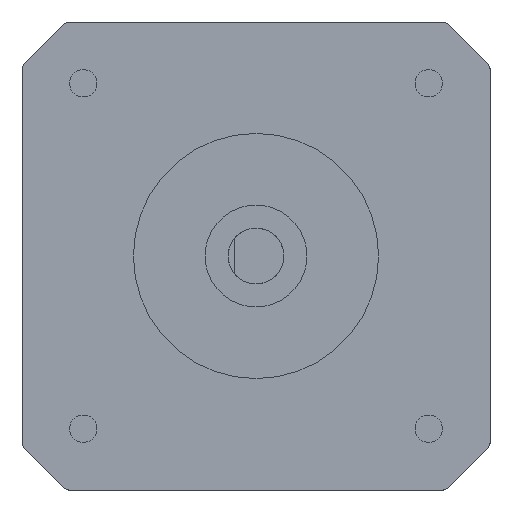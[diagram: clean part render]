
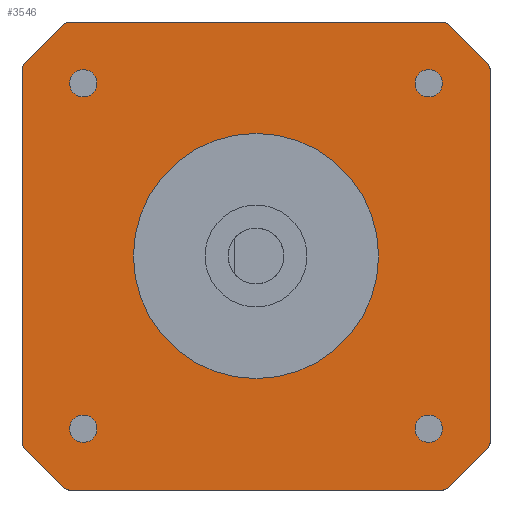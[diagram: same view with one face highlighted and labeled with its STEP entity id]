
A CAD part, front view. The second image highlights one B-rep face of the part: STEP entity #3546.
In plain terms, the highlighted planar face has unit normal (0, -1, 0).
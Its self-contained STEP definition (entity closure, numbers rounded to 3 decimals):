
#130=FACE_BOUND('',#373,.T.);
#131=FACE_BOUND('',#374,.T.);
#132=FACE_BOUND('',#375,.T.);
#133=FACE_BOUND('',#376,.T.);
#134=FACE_BOUND('',#377,.T.);
#176=FACE_OUTER_BOUND('',#372,.T.);
#372=EDGE_LOOP('',(#2277,#2278,#2279,#2280,#2281,#2282,#2283,#2284,#2285,
#2286,#2287,#2288,#2289,#2290,#2291,#2292));
#373=EDGE_LOOP('',(#2293));
#374=EDGE_LOOP('',(#2294));
#375=EDGE_LOOP('',(#2295));
#376=EDGE_LOOP('',(#2296));
#377=EDGE_LOOP('',(#2297));
#588=LINE('',#5206,#898);
#589=LINE('',#5208,#899);
#590=LINE('',#5210,#900);
#591=LINE('',#5212,#901);
#592=LINE('',#5214,#902);
#593=LINE('',#5215,#903);
#594=LINE('',#5216,#904);
#595=LINE('',#5217,#905);
#898=VECTOR('',#4237,1000.);
#899=VECTOR('',#4240,1000.);
#900=VECTOR('',#4243,1000.);
#901=VECTOR('',#4246,1000.);
#902=VECTOR('',#4249,1000.);
#903=VECTOR('',#4250,1000.);
#904=VECTOR('',#4251,1000.);
#905=VECTOR('',#4252,1000.);
#1177=CIRCLE('',#3737,11.);
#1179=CIRCLE('',#3740,0.5);
#1181=CIRCLE('',#3743,0.5);
#1182=CIRCLE('',#3745,0.5);
#1185=CIRCLE('',#3749,0.5);
#1186=CIRCLE('',#3751,0.5);
#1189=CIRCLE('',#3755,0.5);
#1190=CIRCLE('',#3757,0.5);
#1192=CIRCLE('',#3760,0.5);
#1194=CIRCLE('',#3763,1.23);
#1196=CIRCLE('',#3767,1.23);
#1198=CIRCLE('',#3771,1.23);
#1200=CIRCLE('',#3775,1.23);
#1317=VERTEX_POINT('',#5060);
#1320=VERTEX_POINT('',#5067);
#1321=VERTEX_POINT('',#5069);
#1324=VERTEX_POINT('',#5076);
#1325=VERTEX_POINT('',#5078);
#1326=VERTEX_POINT('',#5082);
#1327=VERTEX_POINT('',#5083);
#1332=VERTEX_POINT('',#5094);
#1333=VERTEX_POINT('',#5096);
#1334=VERTEX_POINT('',#5100);
#1335=VERTEX_POINT('',#5101);
#1340=VERTEX_POINT('',#5112);
#1341=VERTEX_POINT('',#5114);
#1342=VERTEX_POINT('',#5118);
#1343=VERTEX_POINT('',#5119);
#1346=VERTEX_POINT('',#5127);
#1347=VERTEX_POINT('',#5128);
#1350=VERTEX_POINT('',#5136);
#1352=VERTEX_POINT('',#5143);
#1354=VERTEX_POINT('',#5150);
#1356=VERTEX_POINT('',#5157);
#1657=EDGE_CURVE('',#1317,#1317,#1177,.T.);
#1661=EDGE_CURVE('',#1321,#1320,#1179,.T.);
#1665=EDGE_CURVE('',#1325,#1324,#1181,.T.);
#1667=EDGE_CURVE('',#1326,#1327,#1182,.T.);
#1673=EDGE_CURVE('',#1333,#1332,#1185,.T.);
#1675=EDGE_CURVE('',#1334,#1335,#1186,.T.);
#1681=EDGE_CURVE('',#1341,#1340,#1189,.T.);
#1683=EDGE_CURVE('',#1342,#1343,#1190,.T.);
#1687=EDGE_CURVE('',#1346,#1347,#1192,.T.);
#1691=EDGE_CURVE('',#1350,#1350,#1194,.T.);
#1694=EDGE_CURVE('',#1352,#1352,#1196,.T.);
#1697=EDGE_CURVE('',#1354,#1354,#1198,.T.);
#1700=EDGE_CURVE('',#1356,#1356,#1200,.T.);
#1726=EDGE_CURVE('',#1332,#1334,#588,.F.);
#1727=EDGE_CURVE('',#1324,#1326,#589,.F.);
#1728=EDGE_CURVE('',#1320,#1346,#590,.F.);
#1729=EDGE_CURVE('',#1340,#1342,#591,.F.);
#1730=EDGE_CURVE('',#1343,#1321,#592,.T.);
#1731=EDGE_CURVE('',#1347,#1325,#593,.T.);
#1732=EDGE_CURVE('',#1327,#1333,#594,.T.);
#1733=EDGE_CURVE('',#1335,#1341,#595,.T.);
#2277=ORIENTED_EDGE('',*,*,#1730,.T.);
#2278=ORIENTED_EDGE('',*,*,#1661,.T.);
#2279=ORIENTED_EDGE('',*,*,#1728,.T.);
#2280=ORIENTED_EDGE('',*,*,#1687,.T.);
#2281=ORIENTED_EDGE('',*,*,#1731,.T.);
#2282=ORIENTED_EDGE('',*,*,#1665,.T.);
#2283=ORIENTED_EDGE('',*,*,#1727,.T.);
#2284=ORIENTED_EDGE('',*,*,#1667,.T.);
#2285=ORIENTED_EDGE('',*,*,#1732,.T.);
#2286=ORIENTED_EDGE('',*,*,#1673,.T.);
#2287=ORIENTED_EDGE('',*,*,#1726,.T.);
#2288=ORIENTED_EDGE('',*,*,#1675,.T.);
#2289=ORIENTED_EDGE('',*,*,#1733,.T.);
#2290=ORIENTED_EDGE('',*,*,#1681,.T.);
#2291=ORIENTED_EDGE('',*,*,#1729,.T.);
#2292=ORIENTED_EDGE('',*,*,#1683,.T.);
#2293=ORIENTED_EDGE('',*,*,#1657,.T.);
#2294=ORIENTED_EDGE('',*,*,#1691,.T.);
#2295=ORIENTED_EDGE('',*,*,#1694,.T.);
#2296=ORIENTED_EDGE('',*,*,#1697,.T.);
#2297=ORIENTED_EDGE('',*,*,#1700,.T.);
#3198=PLANE('',#3797);
#3546=ADVANCED_FACE('',(#176,#130,#131,#132,#133,#134),#3198,.T.);
#3737=AXIS2_PLACEMENT_3D('',#5061,#4090,#4091);
#3740=AXIS2_PLACEMENT_3D('',#5070,#4098,#4099);
#3743=AXIS2_PLACEMENT_3D('',#5079,#4106,#4107);
#3745=AXIS2_PLACEMENT_3D('',#5084,#4111,#4112);
#3749=AXIS2_PLACEMENT_3D('',#5097,#4122,#4123);
#3751=AXIS2_PLACEMENT_3D('',#5102,#4127,#4128);
#3755=AXIS2_PLACEMENT_3D('',#5115,#4138,#4139);
#3757=AXIS2_PLACEMENT_3D('',#5120,#4143,#4144);
#3760=AXIS2_PLACEMENT_3D('',#5129,#4151,#4152);
#3763=AXIS2_PLACEMENT_3D('',#5137,#4159,#4160);
#3767=AXIS2_PLACEMENT_3D('',#5144,#4168,#4169);
#3771=AXIS2_PLACEMENT_3D('',#5151,#4177,#4178);
#3775=AXIS2_PLACEMENT_3D('',#5158,#4186,#4187);
#3797=AXIS2_PLACEMENT_3D('',#5213,#4247,#4248);
#4090=DIRECTION('center_axis',(0.,1.,0.));
#4091=DIRECTION('ref_axis',(1.,0.,0.));
#4098=DIRECTION('center_axis',(0.,-1.,0.));
#4099=DIRECTION('ref_axis',(0.,0.,-1.));
#4106=DIRECTION('center_axis',(0.,-1.,0.));
#4107=DIRECTION('ref_axis',(0.,0.,-1.));
#4111=DIRECTION('center_axis',(0.,-1.,0.));
#4112=DIRECTION('ref_axis',(0.,0.,-1.));
#4122=DIRECTION('center_axis',(0.,-1.,0.));
#4123=DIRECTION('ref_axis',(0.,0.,-1.));
#4127=DIRECTION('center_axis',(0.,-1.,0.));
#4128=DIRECTION('ref_axis',(0.,0.,-1.));
#4138=DIRECTION('center_axis',(0.,-1.,0.));
#4139=DIRECTION('ref_axis',(0.,0.,-1.));
#4143=DIRECTION('center_axis',(0.,-1.,0.));
#4144=DIRECTION('ref_axis',(0.,0.,-1.));
#4151=DIRECTION('center_axis',(0.,-1.,0.));
#4152=DIRECTION('ref_axis',(0.,0.,-1.));
#4159=DIRECTION('center_axis',(0.,1.,0.));
#4160=DIRECTION('ref_axis',(0.,0.,-1.));
#4168=DIRECTION('center_axis',(0.,1.,0.));
#4169=DIRECTION('ref_axis',(0.,0.,-1.));
#4177=DIRECTION('center_axis',(0.,1.,0.));
#4178=DIRECTION('ref_axis',(0.,0.,-1.));
#4186=DIRECTION('center_axis',(0.,1.,0.));
#4187=DIRECTION('ref_axis',(0.,0.,-1.));
#4237=DIRECTION('',(0.707,0.,-0.707));
#4240=DIRECTION('',(-0.707,0.,-0.707));
#4243=DIRECTION('',(-0.707,0.,0.707));
#4246=DIRECTION('',(0.707,0.,0.707));
#4247=DIRECTION('center_axis',(0.,-1.,0.));
#4248=DIRECTION('ref_axis',(0.,0.,-1.));
#4249=DIRECTION('',(0.,0.,-1.));
#4250=DIRECTION('',(1.,0.,0.));
#4251=DIRECTION('',(0.,0.,1.));
#4252=DIRECTION('',(-1.,0.,0.));
#5060=CARTESIAN_POINT('',(0.,0.,-11.));
#5061=CARTESIAN_POINT('Origin',(0.,0.,0.));
#5067=CARTESIAN_POINT('',(-20.854,0.,-17.146));
#5069=CARTESIAN_POINT('',(-21.,0.,-16.793));
#5070=CARTESIAN_POINT('Origin',(-20.5,0.,-16.793));
#5076=CARTESIAN_POINT('',(17.146,0.,-20.854));
#5078=CARTESIAN_POINT('',(16.793,0.,-21.));
#5079=CARTESIAN_POINT('Origin',(16.793,0.,-20.5));
#5082=CARTESIAN_POINT('',(20.854,0.,-17.146));
#5083=CARTESIAN_POINT('',(21.,0.,-16.793));
#5084=CARTESIAN_POINT('Origin',(20.5,0.,-16.793));
#5094=CARTESIAN_POINT('',(20.854,0.,17.146));
#5096=CARTESIAN_POINT('',(21.,0.,16.793));
#5097=CARTESIAN_POINT('Origin',(20.5,0.,16.793));
#5100=CARTESIAN_POINT('',(17.146,0.,20.854));
#5101=CARTESIAN_POINT('',(16.793,0.,21.));
#5102=CARTESIAN_POINT('Origin',(16.793,0.,20.5));
#5112=CARTESIAN_POINT('',(-17.146,0.,20.854));
#5114=CARTESIAN_POINT('',(-16.793,0.,21.));
#5115=CARTESIAN_POINT('Origin',(-16.793,0.,20.5));
#5118=CARTESIAN_POINT('',(-20.854,0.,17.146));
#5119=CARTESIAN_POINT('',(-21.,0.,16.793));
#5120=CARTESIAN_POINT('Origin',(-20.5,0.,16.793));
#5127=CARTESIAN_POINT('',(-17.146,0.,-20.854));
#5128=CARTESIAN_POINT('',(-16.793,0.,-21.));
#5129=CARTESIAN_POINT('Origin',(-16.793,0.,-20.5));
#5136=CARTESIAN_POINT('',(15.5,0.,16.73));
#5137=CARTESIAN_POINT('Origin',(15.5,0.,15.5));
#5143=CARTESIAN_POINT('',(-15.5,0.,16.73));
#5144=CARTESIAN_POINT('Origin',(-15.5,0.,15.5));
#5150=CARTESIAN_POINT('',(-15.5,0.,-14.271));
#5151=CARTESIAN_POINT('Origin',(-15.5,0.,-15.5));
#5157=CARTESIAN_POINT('',(15.5,0.,-14.271));
#5158=CARTESIAN_POINT('Origin',(15.5,0.,-15.5));
#5206=CARTESIAN_POINT('',(19.,0.,19.));
#5208=CARTESIAN_POINT('',(19.,0.,-19.));
#5210=CARTESIAN_POINT('',(-19.,0.,-19.));
#5212=CARTESIAN_POINT('',(-19.,0.,19.));
#5213=CARTESIAN_POINT('Origin',(0.,0.,0.));
#5214=CARTESIAN_POINT('',(-21.,0.,21.));
#5215=CARTESIAN_POINT('',(-21.,0.,-21.));
#5216=CARTESIAN_POINT('',(21.,0.,-21.));
#5217=CARTESIAN_POINT('',(21.,0.,21.));
